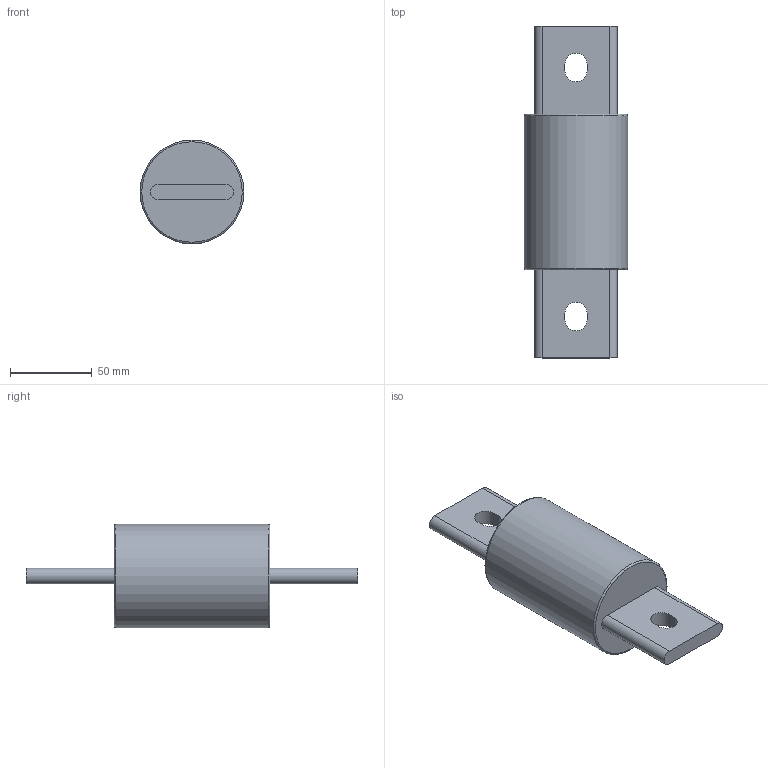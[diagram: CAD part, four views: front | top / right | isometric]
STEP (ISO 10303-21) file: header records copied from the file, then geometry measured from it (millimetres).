
FILE_DESCRIPTION(/* description */ (''),/* implementation_level */ '2;1');
FILE_NAME(/* name */ 'JTD-450-600A.stp',/* time_stamp */ '2022-07-01T10:56:57-05:00',/* author */ ('myork'),/* organization */ (''),/* preprocessor_version */ 'ST-DEVELOPER v18.1',/* originating_system */ 'Autodesk Inventor 2021',/* authorisation */ '');
FILE_SCHEMA (('AUTOMOTIVE_DESIGN { 1 0 10303 214 3 1 1 }'));
Length unit declared in the file: inch
Products named in the file (1): Part7
Bounding box: 63.5 x 203.2 x 63.5 mm (x, y, z)
Volume: 347949.1 mm3; surface area: 37474.5 mm2
Topology: 1 solids, 1 shells, 23 faces, 61 edges, 42 vertices
Faces by surface type: plane 12, cylinder 9, torus 2
Full cylindrical faces by diameter (mm): 63.5 x1
Entity records: 836 total; most frequent: DIRECTION 137, CARTESIAN_POINT 127, ORIENTED_EDGE 122, EDGE_CURVE 61, AXIS2_PLACEMENT_3D 52, VERTEX_POINT 42, LINE 33, VECTOR 33
